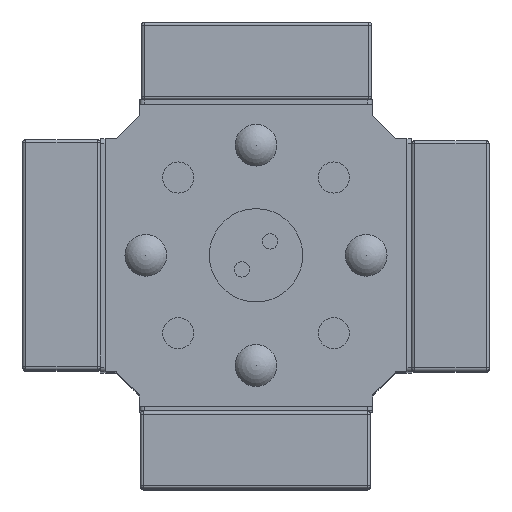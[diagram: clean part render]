
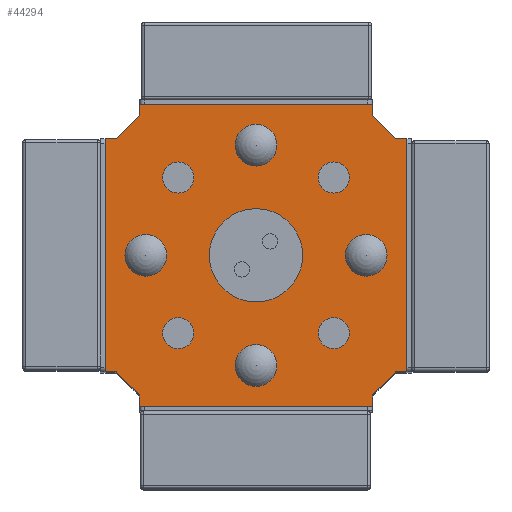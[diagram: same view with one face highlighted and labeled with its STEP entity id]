
A CAD part, top view. The second image highlights one B-rep face of the part: STEP entity #44294.
In plain terms, the highlighted planar face has unit normal (0, 0, 1).
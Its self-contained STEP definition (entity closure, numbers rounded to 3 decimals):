
#533=CARTESIAN_POINT('',(75.,97.0,250.0));
#534=VERTEX_POINT('',#533);
#541=CARTESIAN_POINT('',(75.,89.757,250.0));
#542=VERTEX_POINT('',#541);
#543=CARTESIAN_POINT('',(75.,97.0,250.0));
#544=DIRECTION('',(0.0,-1.0,0.0));
#545=VECTOR('',#544,7.243);
#546=LINE('',#543,#545);
#547=EDGE_CURVE('',#534,#542,#546,.T.);
#1012=CARTESIAN_POINT('',(97.,-75.,250.0));
#1013=VERTEX_POINT('',#1012);
#1020=CARTESIAN_POINT('',(89.757,-75.,250.0));
#1021=VERTEX_POINT('',#1020);
#1022=CARTESIAN_POINT('',(97.,-75.,250.0));
#1023=DIRECTION('',(-1.0,0.0,0.0));
#1024=VECTOR('',#1023,7.243);
#1025=LINE('',#1022,#1024);
#1026=EDGE_CURVE('',#1013,#1021,#1025,.T.);
#1455=CARTESIAN_POINT('',(-75.,-97.0,250.0));
#1456=VERTEX_POINT('',#1455);
#1463=CARTESIAN_POINT('',(-75.,-89.757,250.0));
#1464=VERTEX_POINT('',#1463);
#1465=CARTESIAN_POINT('',(-75.,-97.0,250.0));
#1466=DIRECTION('',(0.0,1.0,0.0));
#1467=VECTOR('',#1466,7.243);
#1468=LINE('',#1465,#1467);
#1469=EDGE_CURVE('',#1456,#1464,#1468,.T.);
#2828=CARTESIAN_POINT('',(60.,50.,250.0));
#2829=VERTEX_POINT('',#2828);
#2830=CARTESIAN_POINT('',(50.,50.,250.0));
#2831=DIRECTION('',(0.0,0.0,-1.0));
#2832=DIRECTION('',(-1.0,0.0,0.0));
#2833=AXIS2_PLACEMENT_3D('',#2830,#2831,#2832);
#2834=CIRCLE('',#2833,10.0);
#2835=EDGE_CURVE('',#2829,#2829,#2834,.T.);
#2865=CARTESIAN_POINT('',(60.,-50.,250.0));
#2866=VERTEX_POINT('',#2865);
#2867=CARTESIAN_POINT('',(50.,-50.,250.0));
#2868=DIRECTION('',(0.0,0.0,-1.0));
#2869=DIRECTION('',(-1.0,0.0,0.0));
#2870=AXIS2_PLACEMENT_3D('',#2867,#2868,#2869);
#2871=CIRCLE('',#2870,10.0);
#2872=EDGE_CURVE('',#2866,#2866,#2871,.T.);
#2902=CARTESIAN_POINT('',(-40.0,-50.0,250.0));
#2903=VERTEX_POINT('',#2902);
#2904=CARTESIAN_POINT('',(-50.0,-50.0,250.0));
#2905=DIRECTION('',(0.0,0.0,-1.0));
#2906=DIRECTION('',(-1.0,0.0,0.0));
#2907=AXIS2_PLACEMENT_3D('',#2904,#2905,#2906);
#2908=CIRCLE('',#2907,10.0);
#2909=EDGE_CURVE('',#2903,#2903,#2908,.T.);
#2939=CARTESIAN_POINT('',(-40.0,50.0,250.0));
#2940=VERTEX_POINT('',#2939);
#2941=CARTESIAN_POINT('',(-50.0,50.0,250.0));
#2942=DIRECTION('',(0.0,0.0,-1.0));
#2943=DIRECTION('',(-1.0,0.0,0.0));
#2944=AXIS2_PLACEMENT_3D('',#2941,#2942,#2943);
#2945=CIRCLE('',#2944,10.0);
#2946=EDGE_CURVE('',#2940,#2940,#2945,.T.);
#3050=CARTESIAN_POINT('',(29.99,0.,250.0));
#3051=VERTEX_POINT('',#3050);
#3052=CARTESIAN_POINT('',(0.0,0.0,250.0));
#3053=DIRECTION('',(0.0,0.0,-1.0));
#3054=DIRECTION('',(-1.0,0.0,0.0));
#3055=AXIS2_PLACEMENT_3D('',#3052,#3053,#3054);
#3056=CIRCLE('',#3055,29.99);
#3057=EDGE_CURVE('',#3051,#3051,#3056,.T.);
#3082=CARTESIAN_POINT('',(-84.219,0.,250.));
#3083=VERTEX_POINT('',#3082);
#3084=CARTESIAN_POINT('',(-70.8,0.,250.0));
#3085=DIRECTION('',(0.0,0.0,-1.0));
#3086=DIRECTION('',(0.0,1.0,0.0));
#3087=AXIS2_PLACEMENT_3D('',#3084,#3085,#3086);
#3088=CIRCLE('',#3087,13.419);
#3089=EDGE_CURVE('',#3083,#3083,#3088,.T.);
#3099=CARTESIAN_POINT('',(0.,84.219,250.));
#3100=VERTEX_POINT('',#3099);
#3101=CARTESIAN_POINT('',(0.,70.8,250.0));
#3102=DIRECTION('',(0.0,0.0,-1.0));
#3103=DIRECTION('',(0.0,1.0,0.0));
#3104=AXIS2_PLACEMENT_3D('',#3101,#3102,#3103);
#3105=CIRCLE('',#3104,13.419);
#3106=EDGE_CURVE('',#3100,#3100,#3105,.T.);
#3116=CARTESIAN_POINT('',(84.219,0.0,250.));
#3117=VERTEX_POINT('',#3116);
#3118=CARTESIAN_POINT('',(70.8,0.0,250.0));
#3119=DIRECTION('',(0.0,0.0,-1.0));
#3120=DIRECTION('',(0.0,1.0,0.0));
#3121=AXIS2_PLACEMENT_3D('',#3118,#3119,#3120);
#3122=CIRCLE('',#3121,13.419);
#3123=EDGE_CURVE('',#3117,#3117,#3122,.T.);
#3133=CARTESIAN_POINT('',(0.0,-84.219,250.0));
#3134=VERTEX_POINT('',#3133);
#3135=CARTESIAN_POINT('',(0.0,-70.8,250.0));
#3136=DIRECTION('',(0.0,0.0,-1.0));
#3137=DIRECTION('',(0.0,1.0,0.0));
#3138=AXIS2_PLACEMENT_3D('',#3135,#3136,#3137);
#3139=CIRCLE('',#3138,13.419);
#3140=EDGE_CURVE('',#3134,#3134,#3139,.T.);
#3609=CARTESIAN_POINT('',(-89.757,-75.,250.0));
#3610=VERTEX_POINT('',#3609);
#3617=CARTESIAN_POINT('',(-97.,-75.,250.0));
#3618=VERTEX_POINT('',#3617);
#3619=CARTESIAN_POINT('',(-89.757,-75.0,250.0));
#3620=DIRECTION('',(-1.0,0.0,0.0));
#3621=VECTOR('',#3620,7.243);
#3622=LINE('',#3619,#3621);
#3623=EDGE_CURVE('',#3610,#3618,#3622,.T.);
#5884=CARTESIAN_POINT('',(-97.,75.,250.0));
#5885=VERTEX_POINT('',#5884);
#5892=CARTESIAN_POINT('',(-89.757,75.,250.0));
#5893=VERTEX_POINT('',#5892);
#5894=CARTESIAN_POINT('',(-97.,75.,250.0));
#5895=DIRECTION('',(1.0,0.0,0.0));
#5896=VECTOR('',#5895,7.243);
#5897=LINE('',#5894,#5896);
#5898=EDGE_CURVE('',#5885,#5893,#5897,.T.);
#20684=CARTESIAN_POINT('',(-75.,89.757,250.0));
#20685=VERTEX_POINT('',#20684);
#20692=CARTESIAN_POINT('',(-75.,97.0,250.0));
#20693=VERTEX_POINT('',#20692);
#20694=CARTESIAN_POINT('',(-75.,89.757,250.0));
#20695=DIRECTION('',(0.0,1.0,0.0));
#20696=VECTOR('',#20695,7.243);
#20697=LINE('',#20694,#20696);
#20698=EDGE_CURVE('',#20685,#20693,#20697,.T.);
#20830=CARTESIAN_POINT('',(89.757,75.,250.0));
#20831=VERTEX_POINT('',#20830);
#20838=CARTESIAN_POINT('',(97.,75.,250.0));
#20839=VERTEX_POINT('',#20838);
#20840=CARTESIAN_POINT('',(89.757,75.0,250.0));
#20841=DIRECTION('',(1.0,0.0,0.0));
#20842=VECTOR('',#20841,7.243);
#20843=LINE('',#20840,#20842);
#20844=EDGE_CURVE('',#20831,#20839,#20843,.T.);
#25475=CARTESIAN_POINT('',(75.,-89.757,250.0));
#25476=VERTEX_POINT('',#25475);
#25483=CARTESIAN_POINT('',(75.,-97.0,250.0));
#25484=VERTEX_POINT('',#25483);
#25485=CARTESIAN_POINT('',(75.,-89.757,250.0));
#25486=DIRECTION('',(0.0,-1.0,0.0));
#25487=VECTOR('',#25486,7.243);
#25488=LINE('',#25485,#25487);
#25489=EDGE_CURVE('',#25476,#25484,#25488,.T.);
#43870=CARTESIAN_POINT('',(75.,89.757,250.0));
#43871=DIRECTION('',(0.707,-0.707,0.0));
#43872=VECTOR('',#43871,20.869);
#43873=LINE('',#43870,#43872);
#43874=EDGE_CURVE('',#542,#20831,#43873,.T.);
#43906=CARTESIAN_POINT('',(97.0,75.,250.0));
#43907=DIRECTION('',(0.0,-1.0,0.0));
#43908=VECTOR('',#43907,150.);
#43909=LINE('',#43906,#43908);
#43910=EDGE_CURVE('',#20839,#1013,#43909,.T.);
#43970=CARTESIAN_POINT('',(89.757,-75.0,250.0));
#43971=DIRECTION('',(-0.707,-0.707,0.0));
#43972=VECTOR('',#43971,20.869);
#43973=LINE('',#43970,#43972);
#43974=EDGE_CURVE('',#1021,#25476,#43973,.T.);
#44002=CARTESIAN_POINT('',(75.,-97.,250.0));
#44003=DIRECTION('',(-1.0,0.0,0.0));
#44004=VECTOR('',#44003,150.);
#44005=LINE('',#44002,#44004);
#44006=EDGE_CURVE('',#25484,#1456,#44005,.T.);
#44066=CARTESIAN_POINT('',(-75.,-89.757,250.0));
#44067=DIRECTION('',(-0.707,0.707,0.0));
#44068=VECTOR('',#44067,20.869);
#44069=LINE('',#44066,#44068);
#44070=EDGE_CURVE('',#1464,#3610,#44069,.T.);
#44102=CARTESIAN_POINT('',(-97.0,-75.,250.0));
#44103=DIRECTION('',(0.0,1.0,0.0));
#44104=VECTOR('',#44103,150.);
#44105=LINE('',#44102,#44104);
#44106=EDGE_CURVE('',#3618,#5885,#44105,.T.);
#44166=CARTESIAN_POINT('',(-89.757,75.0,250.0));
#44167=DIRECTION('',(0.707,0.707,0.0));
#44168=VECTOR('',#44167,20.869);
#44169=LINE('',#44166,#44168);
#44170=EDGE_CURVE('',#5893,#20685,#44169,.T.);
#44202=CARTESIAN_POINT('',(-75.,97.,250.0));
#44203=DIRECTION('',(1.0,0.0,0.0));
#44204=VECTOR('',#44203,150.);
#44205=LINE('',#44202,#44204);
#44206=EDGE_CURVE('',#20693,#534,#44205,.T.);
#44244=CARTESIAN_POINT('',(-46.739,46.739,250.0));
#44245=DIRECTION('',(0.0,0.0,1.0));
#44246=DIRECTION('',(1.0,0.0,0.0));
#44247=AXIS2_PLACEMENT_3D('',#44244,#44245,#44246);
#44248=PLANE('',#44247);
#44249=ORIENTED_EDGE('',*,*,#44206,.F.);
#44250=ORIENTED_EDGE('',*,*,#20698,.F.);
#44251=ORIENTED_EDGE('',*,*,#44170,.F.);
#44252=ORIENTED_EDGE('',*,*,#5898,.F.);
#44253=ORIENTED_EDGE('',*,*,#44106,.F.);
#44254=ORIENTED_EDGE('',*,*,#3623,.F.);
#44255=ORIENTED_EDGE('',*,*,#44070,.F.);
#44256=ORIENTED_EDGE('',*,*,#1469,.F.);
#44257=ORIENTED_EDGE('',*,*,#44006,.F.);
#44258=ORIENTED_EDGE('',*,*,#25489,.F.);
#44259=ORIENTED_EDGE('',*,*,#43974,.F.);
#44260=ORIENTED_EDGE('',*,*,#1026,.F.);
#44261=ORIENTED_EDGE('',*,*,#43910,.F.);
#44262=ORIENTED_EDGE('',*,*,#20844,.F.);
#44263=ORIENTED_EDGE('',*,*,#43874,.F.);
#44264=ORIENTED_EDGE('',*,*,#547,.F.);
#44265=EDGE_LOOP('',(#44249,#44250,#44251,#44252,#44253,#44254,#44255,#44256,#44257,#44258,#44259,#44260,#44261,#44262,#44263,#44264));
#44266=FACE_OUTER_BOUND('',#44265,.T.);
#44267=ORIENTED_EDGE('',*,*,#2835,.T.);
#44268=EDGE_LOOP('',(#44267));
#44269=FACE_BOUND('',#44268,.T.);
#44270=ORIENTED_EDGE('',*,*,#2872,.T.);
#44271=EDGE_LOOP('',(#44270));
#44272=FACE_BOUND('',#44271,.T.);
#44273=ORIENTED_EDGE('',*,*,#2909,.T.);
#44274=EDGE_LOOP('',(#44273));
#44275=FACE_BOUND('',#44274,.T.);
#44276=ORIENTED_EDGE('',*,*,#2946,.T.);
#44277=EDGE_LOOP('',(#44276));
#44278=FACE_BOUND('',#44277,.T.);
#44279=ORIENTED_EDGE('',*,*,#3057,.T.);
#44280=EDGE_LOOP('',(#44279));
#44281=FACE_BOUND('',#44280,.T.);
#44282=ORIENTED_EDGE('',*,*,#3089,.T.);
#44283=EDGE_LOOP('',(#44282));
#44284=FACE_BOUND('',#44283,.T.);
#44285=ORIENTED_EDGE('',*,*,#3106,.T.);
#44286=EDGE_LOOP('',(#44285));
#44287=FACE_BOUND('',#44286,.T.);
#44288=ORIENTED_EDGE('',*,*,#3123,.T.);
#44289=EDGE_LOOP('',(#44288));
#44290=FACE_BOUND('',#44289,.T.);
#44291=ORIENTED_EDGE('',*,*,#3140,.T.);
#44292=EDGE_LOOP('',(#44291));
#44293=FACE_BOUND('',#44292,.T.);
#44294=ADVANCED_FACE('',(#44266,#44269,#44272,#44275,#44278,#44281,#44284,#44287,#44290,#44293),#44248,.T.);
